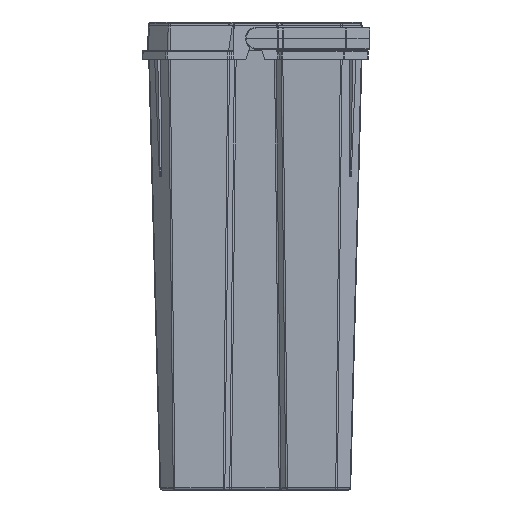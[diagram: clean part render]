
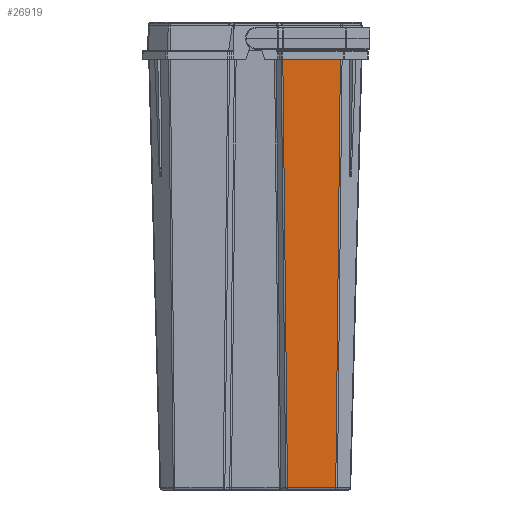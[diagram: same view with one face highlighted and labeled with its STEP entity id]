
A CAD part, left-side view. The second image highlights one B-rep face of the part: STEP entity #26919.
In plain terms, the highlighted planar face has unit normal (-1, 0, -0.026).
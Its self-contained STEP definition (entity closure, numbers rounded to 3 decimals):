
#236=PLANE('',#28713);
#1275=LINE('',#40592,#3354);
#1276=LINE('',#40594,#3355);
#1277=LINE('',#40596,#3356);
#1278=LINE('',#40598,#3357);
#1279=LINE('',#40600,#3358);
#1280=LINE('',#40602,#3359);
#1281=LINE('',#40604,#3360);
#1282=LINE('',#40606,#3361);
#1283=LINE('',#40608,#3362);
#1284=LINE('',#40610,#3363);
#1285=LINE('',#40612,#3364);
#1286=LINE('',#40614,#3365);
#1287=LINE('',#40615,#3366);
#3354=VECTOR('',#32068,1000.);
#3355=VECTOR('',#32069,1000.);
#3356=VECTOR('',#32070,1000.);
#3357=VECTOR('',#32071,1000.);
#3358=VECTOR('',#32072,1000.);
#3359=VECTOR('',#32073,1000.);
#3360=VECTOR('',#32074,1000.);
#3361=VECTOR('',#32075,1000.);
#3362=VECTOR('',#32076,1000.);
#3363=VECTOR('',#32077,1000.);
#3364=VECTOR('',#32078,1000.);
#3365=VECTOR('',#32079,1000.);
#3366=VECTOR('',#32080,1000.);
#6393=FACE_OUTER_BOUND('',#7981,.T.);
#7981=EDGE_LOOP('',(#17459,#17460,#17461,#17462,#17463,#17464,#17465,#17466,
#17467,#17468,#17469,#17470,#17471));
#11011=VERTEX_POINT('',#40590);
#11012=VERTEX_POINT('',#40591);
#11013=VERTEX_POINT('',#40593);
#11014=VERTEX_POINT('',#40595);
#11015=VERTEX_POINT('',#40597);
#11016=VERTEX_POINT('',#40599);
#11017=VERTEX_POINT('',#40601);
#11018=VERTEX_POINT('',#40603);
#11019=VERTEX_POINT('',#40605);
#11020=VERTEX_POINT('',#40607);
#11021=VERTEX_POINT('',#40609);
#11022=VERTEX_POINT('',#40611);
#11023=VERTEX_POINT('',#40613);
#13452=EDGE_CURVE('',#11011,#11012,#1275,.T.);
#13453=EDGE_CURVE('',#11012,#11013,#1276,.T.);
#13454=EDGE_CURVE('',#11013,#11014,#1277,.T.);
#13455=EDGE_CURVE('',#11014,#11015,#1278,.T.);
#13456=EDGE_CURVE('',#11015,#11016,#1279,.T.);
#13457=EDGE_CURVE('',#11016,#11017,#1280,.T.);
#13458=EDGE_CURVE('',#11017,#11018,#1281,.T.);
#13459=EDGE_CURVE('',#11019,#11018,#1282,.T.);
#13460=EDGE_CURVE('',#11020,#11019,#1283,.T.);
#13461=EDGE_CURVE('',#11020,#11021,#1284,.T.);
#13462=EDGE_CURVE('',#11021,#11022,#1285,.T.);
#13463=EDGE_CURVE('',#11023,#11022,#1286,.T.);
#13464=EDGE_CURVE('',#11011,#11023,#1287,.T.);
#17459=ORIENTED_EDGE('',*,*,#13452,.T.);
#17460=ORIENTED_EDGE('',*,*,#13453,.T.);
#17461=ORIENTED_EDGE('',*,*,#13454,.T.);
#17462=ORIENTED_EDGE('',*,*,#13455,.T.);
#17463=ORIENTED_EDGE('',*,*,#13456,.T.);
#17464=ORIENTED_EDGE('',*,*,#13457,.T.);
#17465=ORIENTED_EDGE('',*,*,#13458,.T.);
#17466=ORIENTED_EDGE('',*,*,#13459,.F.);
#17467=ORIENTED_EDGE('',*,*,#13460,.F.);
#17468=ORIENTED_EDGE('',*,*,#13461,.T.);
#17469=ORIENTED_EDGE('',*,*,#13462,.T.);
#17470=ORIENTED_EDGE('',*,*,#13463,.F.);
#17471=ORIENTED_EDGE('',*,*,#13464,.F.);
#26919=ADVANCED_FACE('',(#6393),#236,.T.);
#28713=AXIS2_PLACEMENT_3D('',#40589,#32066,#32067);
#32066=DIRECTION('center_axis',(-1.,0.,
-0.026));
#32067=DIRECTION('ref_axis',(-0.026,0.,
1.));
#32068=DIRECTION('',(-0.026,0.026,0.999));
#32069=DIRECTION('',(0.,1.,0.));
#32070=DIRECTION('',(0.026,-0.011,-1.));
#32071=DIRECTION('',(0.,-1.,0.));
#32072=DIRECTION('',(-0.026,-0.011,1.));
#32073=DIRECTION('',(-0.026,0.017,1.));
#32074=DIRECTION('',(0.,1.,0.));
#32075=DIRECTION('',(-0.026,-0.026,0.999));
#32076=DIRECTION('',(0.,-1.,0.));
#32077=DIRECTION('',(-0.026,0.026,0.999));
#32078=DIRECTION('',(0.,1.,0.));
#32079=DIRECTION('',(-0.026,-0.026,0.999));
#32080=DIRECTION('',(0.,-1.,0.));
#40589=CARTESIAN_POINT('Origin',(-99.443,-46.106,75.));
#40590=CARTESIAN_POINT('',(-104.641,-13.106,273.5));
#40591=CARTESIAN_POINT('',(-104.741,-13.007,277.305));
#40592=CARTESIAN_POINT('',(-99.424,-18.323,74.273));
#40593=CARTESIAN_POINT('',(-104.741,-11.033,277.305));
#40594=CARTESIAN_POINT('',(-104.741,-11.031,277.305));
#40595=CARTESIAN_POINT('',(-97.517,-14.025,1.461));
#40596=CARTESIAN_POINT('',(-97.518,-14.025,1.467));
#40597=CARTESIAN_POINT('',(-97.517,-44.688,1.461));
#40598=CARTESIAN_POINT('',(-97.517,-46.106,1.461));
#40599=CARTESIAN_POINT('',(-104.715,-47.669,276.319));
#40600=CARTESIAN_POINT('',(-99.443,-45.485,75.007));
#40601=CARTESIAN_POINT('',(-104.741,-47.652,277.305));
#40602=CARTESIAN_POINT('',(-99.446,-51.19,75.089));
#40603=CARTESIAN_POINT('',(-104.741,-30.784,277.305));
#40604=CARTESIAN_POINT('',(-104.741,-30.789,277.305));
#40605=CARTESIAN_POINT('',(-104.641,-30.685,273.5));
#40606=CARTESIAN_POINT('',(-99.457,-25.501,75.539));
#40607=CARTESIAN_POINT('',(-104.641,-29.685,273.5));
#40608=CARTESIAN_POINT('',(-104.641,-46.106,273.5));
#40609=CARTESIAN_POINT('',(-104.741,-29.585,277.305));
#40610=CARTESIAN_POINT('',(-99.435,-34.89,74.707));
#40611=CARTESIAN_POINT('',(-104.741,-14.206,277.305));
#40612=CARTESIAN_POINT('',(-104.741,-14.211,277.305));
#40613=CARTESIAN_POINT('',(-104.641,-14.106,273.5));
#40614=CARTESIAN_POINT('',(-99.469,-8.934,75.973));
#40615=CARTESIAN_POINT('',(-104.641,-46.106,273.5));
